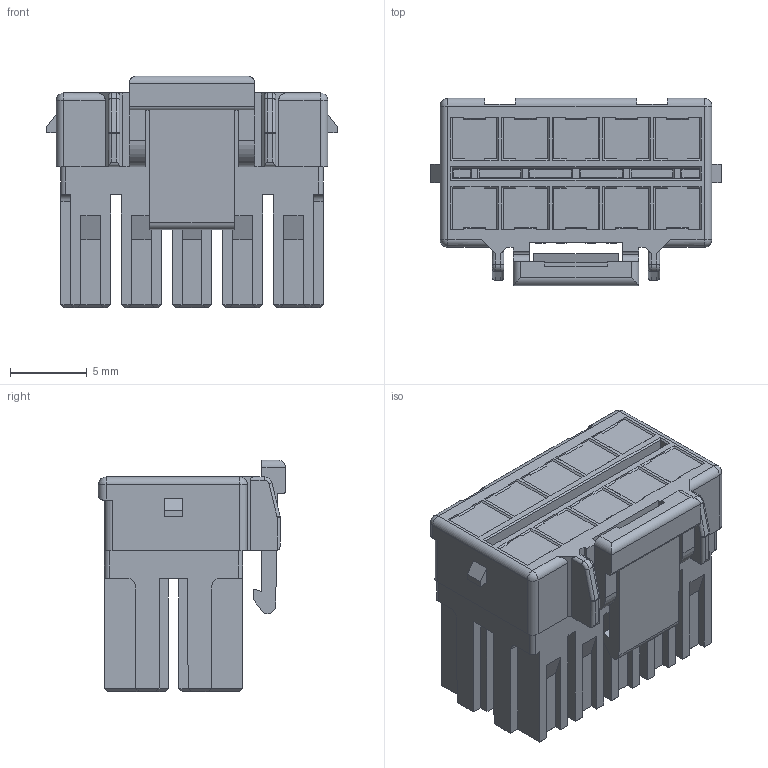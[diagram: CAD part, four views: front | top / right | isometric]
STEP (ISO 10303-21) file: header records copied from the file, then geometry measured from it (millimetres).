
FILE_DESCRIPTION(('Creo Elements/Direct Modeling STEP Export'),'2;1');
FILE_NAME('DF33C-10DS-3.3C.stp','2015-10-14T 9:06:20',(''),(''),'Creo Elements/Direct Modeling STEP processor for AP214 (Solid Model)','Creo Elements/Direct Modeling 18.1E 22-Nov-2013 (C) Parametric Technology GmbH','');
FILE_SCHEMA(('AUTOMOTIVE_DESIGN { 1 0 10303 214 1 1 1 1 }'));
Length unit declared in the file: millimetre
Products named in the file (1): DF33C-10DS-3.3C
Bounding box: 18.9 x 12.2 x 15.1 mm (x, y, z)
Volume: 1861.2 mm3; surface area: 2203.6 mm2
Topology: 1 solids, 1 shells, 629 faces, 1604 edges, 1004 vertices
Faces by surface type: plane 523, cylinder 94, torus 8, sphere 4
Entity records: 20369 total; most frequent: CARTESIAN_POINT 5253, ORIENTED_EDGE 3200, DIRECTION 2930, EDGE_CURVE 1600, VECTOR 1418, LINE 1418, VERTEX_POINT 1004, AXIS2_PLACEMENT_3D 756
